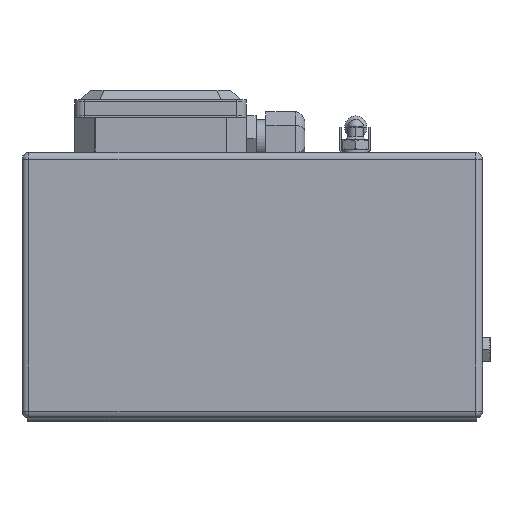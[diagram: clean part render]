
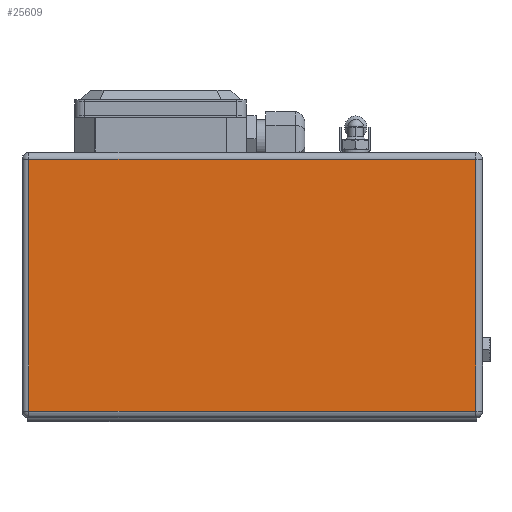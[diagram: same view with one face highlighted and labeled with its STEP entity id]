
A CAD part, front view. The second image highlights one B-rep face of the part: STEP entity #25609.
In plain terms, the highlighted planar face has unit normal (0, -1, 0).
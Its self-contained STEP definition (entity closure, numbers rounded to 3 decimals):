
#3595 = ORIENTED_EDGE ( 'NONE', *, *, #31483, .T. ) ;
#4516 = ORIENTED_EDGE ( 'NONE', *, *, #32256, .T. ) ;
#8368 = VERTEX_POINT ( 'NONE', #41196 ) ;
#11857 = CARTESIAN_POINT ( 'NONE',  ( -114.5, 0., -64.5 ) ) ;
#11868 = EDGE_CURVE ( 'NONE', #8368, #44173, #54451, .T. ) ;
#11918 = CARTESIAN_POINT ( 'NONE',  ( -114.5, 0., -68. ) ) ;
#13924 = CARTESIAN_POINT ( 'NONE',  ( 114.5, 0., -68. ) ) ;
#17238 = PLANE ( 'NONE',  #62217 ) ;
#19290 = LINE ( 'NONE', #11918, #54185 ) ;
#22599 = FACE_OUTER_BOUND ( 'NONE', #54006, .T. ) ;
#24492 = LINE ( 'NONE', #56482, #42735 ) ;
#25588 = ORIENTED_EDGE ( 'NONE', *, *, #62574, .T. ) ;
#25609 = ADVANCED_FACE ( 'NONE', ( #22599 ), #17238, .F. ) ;
#26260 = ORIENTED_EDGE ( 'NONE', *, *, #11868, .T. ) ;
#27903 = DIRECTION ( 'NONE',  ( 1., 0., 0. ) ) ;
#28438 = CARTESIAN_POINT ( 'NONE',  ( 114.5, 0., 64.5 ) ) ;
#30568 = DIRECTION ( 'NONE',  ( 0., 0., -1. ) ) ;
#31483 = EDGE_CURVE ( 'NONE', #53186, #44848, #19290, .T. ) ;
#32256 = EDGE_CURVE ( 'NONE', #44848, #8368, #24492, .T. ) ;
#32831 = CARTESIAN_POINT ( 'NONE',  ( -114.5, 0., 64.5 ) ) ;
#36510 = DIRECTION ( 'NONE',  ( 0., 1., 0. ) ) ;
#39165 = VECTOR ( 'NONE', #60427, 1000. ) ;
#40983 = DIRECTION ( 'NONE',  ( 0., 0., 1. ) ) ;
#41196 = CARTESIAN_POINT ( 'NONE',  ( 114.5, 0., -64.5 ) ) ;
#41214 = CARTESIAN_POINT ( 'NONE',  ( 118., 0., 64.5 ) ) ;
#41615 = CARTESIAN_POINT ( 'NONE',  ( 118., 0., -68. ) ) ;
#42735 = VECTOR ( 'NONE', #27903, 1000. ) ;
#44173 = VERTEX_POINT ( 'NONE', #28438 ) ;
#44848 = VERTEX_POINT ( 'NONE', #11857 ) ;
#53186 = VERTEX_POINT ( 'NONE', #32831 ) ;
#54006 = EDGE_LOOP ( 'NONE', ( #4516, #26260, #25588, #3595 ) ) ;
#54185 = VECTOR ( 'NONE', #30568, 1000. ) ;
#54451 = LINE ( 'NONE', #13924, #59696 ) ;
#56482 = CARTESIAN_POINT ( 'NONE',  ( 118., 0., -64.5 ) ) ;
#59696 = VECTOR ( 'NONE', #62390, 1000. ) ;
#60427 = DIRECTION ( 'NONE',  ( -1., 0., 0. ) ) ;
#61856 = LINE ( 'NONE', #41214, #39165 ) ;
#62217 = AXIS2_PLACEMENT_3D ( 'NONE', #41615, #36510, #40983 ) ;
#62390 = DIRECTION ( 'NONE',  ( 0., 0., 1. ) ) ;
#62574 = EDGE_CURVE ( 'NONE', #44173, #53186, #61856, .T. ) ;
